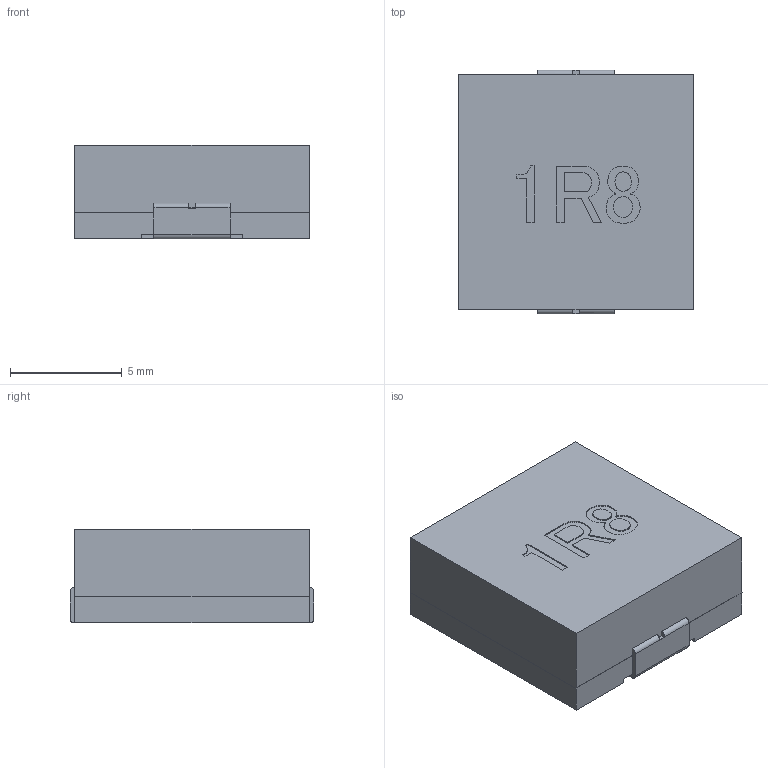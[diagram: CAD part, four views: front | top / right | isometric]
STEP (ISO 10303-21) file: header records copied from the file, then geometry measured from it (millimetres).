
FILE_DESCRIPTION( ('This file contains a STEP AP42 implementation' ,'as created by ZW3D STEP Interface translator.') ,'2;1' );
FILE_NAME( 'HP1004.stp' ,'14 925.1032 0', (''), ('ZWCAD Software Co.'), 'Version 1.0', 'ZW3D to STEP translator', '' );
FILE_SCHEMA( ('CONFIG_CONTROL_DESIGN') );
Length unit declared in the file: millimetre
Products named in the file (1): 0
Bounding box: 10.5 x 10.9 x 4.2 mm (x, y, z)
Volume: 465.8 mm3; surface area: 903.9 mm2
Topology: 5 solids, 8 shells, 167 faces, 427 edges, 278 vertices
Faces by surface type: bspline 167
Entity records: 20053 total; most frequent: CARTESIAN_POINT 17445, ORIENTED_EDGE 850, EDGE_CURVE 427, B_SPLINE_CURVE_WITH_KNOTS 375, VERTEX_POINT 278, EDGE_LOOP 173, FACE_OUTER_BOUND 167, ADVANCED_FACE 167
